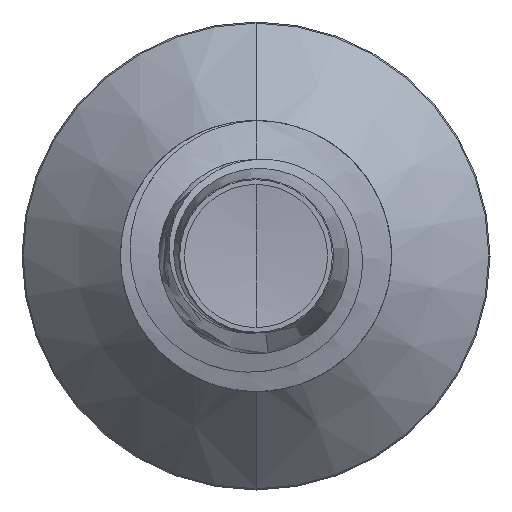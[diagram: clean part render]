
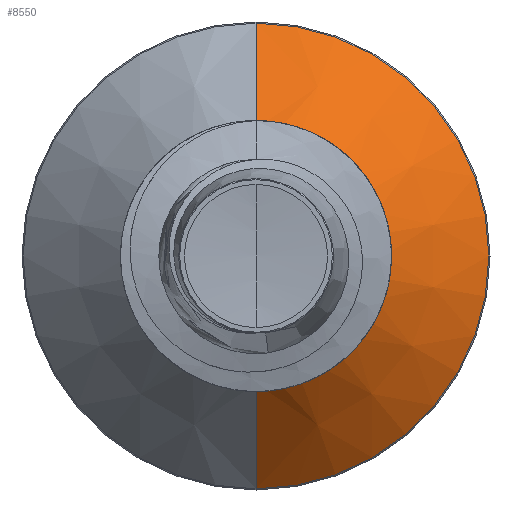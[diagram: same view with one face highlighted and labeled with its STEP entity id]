
A CAD part, front view. The second image highlights one B-rep face of the part: STEP entity #8550.
In plain terms, the highlighted conical face has half-angle 45 degrees and reference radius 1.034 mm.
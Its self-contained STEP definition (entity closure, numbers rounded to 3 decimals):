
#217 = ORIENTED_EDGE ( 'NONE', *, *, #7555, .T. ) ;
#324 = VERTEX_POINT ( 'NONE', #12149 ) ;
#702 = ORIENTED_EDGE ( 'NONE', *, *, #13947, .F. ) ;
#786 = AXIS2_PLACEMENT_3D ( 'NONE', #18632, #10629, #1383 ) ;
#1383 = DIRECTION ( 'NONE',  ( 0., 0., 1. ) ) ;
#1915 = VERTEX_POINT ( 'NONE', #16042 ) ;
#1930 = VECTOR ( 'NONE', #3030, 1000. ) ;
#1960 = CARTESIAN_POINT ( 'NONE',  ( 0., 8.784, -1.034 ) ) ;
#2460 = VERTEX_POINT ( 'NONE', #14923 ) ;
#3030 = DIRECTION ( 'NONE',  ( 0., 0.707, 0.707 ) ) ;
#3511 = DIRECTION ( 'NONE',  ( 0., 0.707, -0.707 ) ) ;
#3836 = ORIENTED_EDGE ( 'NONE', *, *, #9909, .T. ) ;
#4132 = LINE ( 'NONE', #1960, #15098 ) ;
#6097 = CARTESIAN_POINT ( 'NONE',  ( 0., 8.784, 0. ) ) ;
#6240 = CIRCLE ( 'NONE', #16215, 1.034 ) ;
#6510 = LINE ( 'NONE', #10715, #1930 ) ;
#7469 = FACE_OUTER_BOUND ( 'NONE', #15957, .T. ) ;
#7555 = EDGE_CURVE ( 'NONE', #324, #16137, #4132, .T. ) ;
#7590 = DIRECTION ( 'NONE',  ( 0., 1., 0. ) ) ;
#7644 = DIRECTION ( 'NONE',  ( 0., 0., 1. ) ) ;
#8550 = ADVANCED_FACE ( 'NONE', ( #7469 ), #17824, .T. ) ;
#8966 = EDGE_CURVE ( 'NONE', #2460, #1915, #6510, .T. ) ;
#9909 = EDGE_CURVE ( 'NONE', #2460, #324, #6240, .T. ) ;
#10629 = DIRECTION ( 'NONE',  ( 0., 1., 0. ) ) ;
#10715 = CARTESIAN_POINT ( 'NONE',  ( 0., 8.784, 1.034 ) ) ;
#12149 = CARTESIAN_POINT ( 'NONE',  ( 0., 8.784, -1.034 ) ) ;
#13947 = EDGE_CURVE ( 'NONE', #1915, #16137, #15052, .T. ) ;
#14923 = CARTESIAN_POINT ( 'NONE',  ( 0., 8.784, 1.034 ) ) ;
#15052 = CIRCLE ( 'NONE', #15715, 1.89 ) ;
#15098 = VECTOR ( 'NONE', #3511, 1000. ) ;
#15715 = AXIS2_PLACEMENT_3D ( 'NONE', #16252, #7590, #17501 ) ;
#15957 = EDGE_LOOP ( 'NONE', ( #3836, #217, #702, #18597 ) ) ;
#16042 = CARTESIAN_POINT ( 'NONE',  ( 0., 9.64, 1.89 ) ) ;
#16137 = VERTEX_POINT ( 'NONE', #16717 ) ;
#16215 = AXIS2_PLACEMENT_3D ( 'NONE', #6097, #16302, #7644 ) ;
#16252 = CARTESIAN_POINT ( 'NONE',  ( 0., 9.64, 0. ) ) ;
#16302 = DIRECTION ( 'NONE',  ( 0., 1., 0. ) ) ;
#16717 = CARTESIAN_POINT ( 'NONE',  ( 0., 9.64, -1.89 ) ) ;
#17501 = DIRECTION ( 'NONE',  ( 0., 0., 1. ) ) ;
#17824 = CONICAL_SURFACE ( 'NONE', #786, 1.034, 0.785 ) ;
#18597 = ORIENTED_EDGE ( 'NONE', *, *, #8966, .F. ) ;
#18632 = CARTESIAN_POINT ( 'NONE',  ( 0., 8.784, 0. ) ) ;
